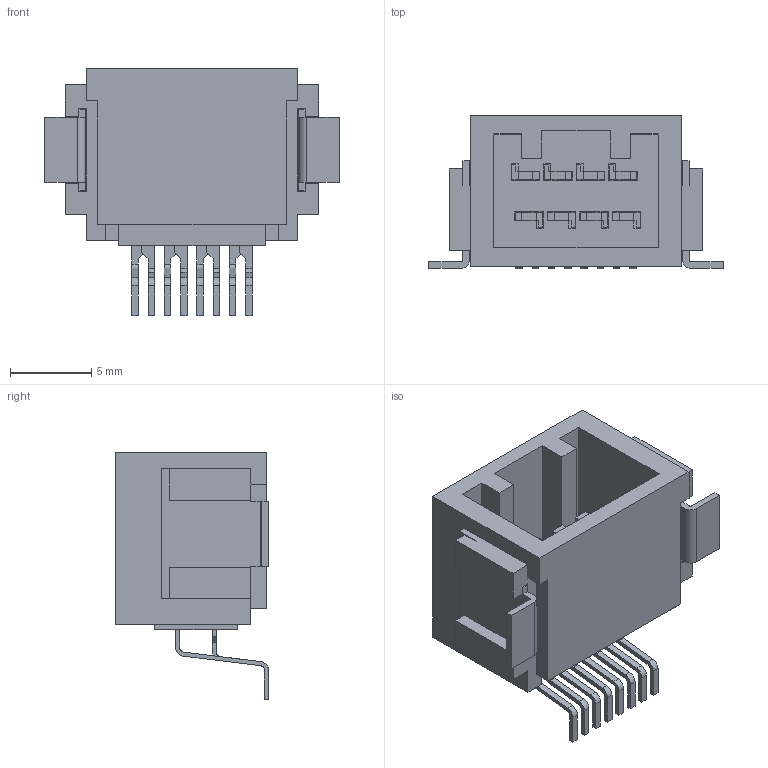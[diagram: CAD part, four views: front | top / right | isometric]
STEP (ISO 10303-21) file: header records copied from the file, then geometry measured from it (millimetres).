
FILE_DESCRIPTION (( 'STEP AP214' ), '1' );
FILE_NAME ('SM08B-CPTK-1A-TB.STEP', '2022-12-13T09:49:52', ( '' ), ( '' ), 'SwSTEP 2.0', 'SolidWorks 2022', '' );
FILE_SCHEMA (( 'AUTOMOTIVE_DESIGN' ));
Length unit declared in the file: millimetre
Products named in the file (1): SM08B-CPTK-1A-TB
Bounding box: 18.1 x 9.4 x 15.2 mm (x, y, z)
Volume: 787.5 mm3; surface area: 1738.1 mm2
Topology: 9 solids, 9 shells, 394 faces, 1118 edges, 740 vertices
Faces by surface type: plane 358, cylinder 36
Entity records: 15209 total; most frequent: CARTESIAN_POINT 2253, ORIENTED_EDGE 2236, DIRECTION 1980, EDGE_CURVE 1118, VECTOR 1046, LINE 1046, VERTEX_POINT 740, AXIS2_PLACEMENT_3D 467
